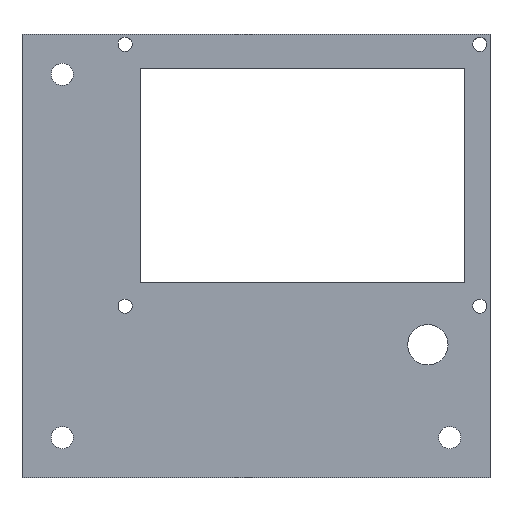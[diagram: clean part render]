
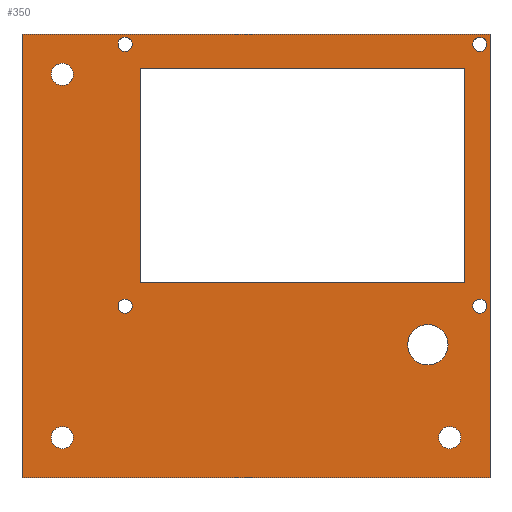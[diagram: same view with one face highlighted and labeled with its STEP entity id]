
A CAD part, top view. The second image highlights one B-rep face of the part: STEP entity #350.
In plain terms, the highlighted planar face has unit normal (0, 0, 1).
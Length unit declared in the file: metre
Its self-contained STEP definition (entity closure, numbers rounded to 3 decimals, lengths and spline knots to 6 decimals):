
#12=CIRCLE('',#372,0.00275);
#14=CIRCLE('',#375,0.00275);
#16=CIRCLE('',#378,0.005);
#18=CIRCLE('',#382,0.00175);
#20=CIRCLE('',#385,0.00175);
#22=CIRCLE('',#388,0.00175);
#24=CIRCLE('',#391,0.00175);
#26=CIRCLE('',#395,0.00275);
#84=ORIENTED_EDGE('',*,*,#128,.F.);
#85=ORIENTED_EDGE('',*,*,#132,.T.);
#86=ORIENTED_EDGE('',*,*,#135,.T.);
#87=ORIENTED_EDGE('',*,*,#153,.F.);
#88=ORIENTED_EDGE('',*,*,#150,.F.);
#89=ORIENTED_EDGE('',*,*,#148,.F.);
#90=ORIENTED_EDGE('',*,*,#146,.F.);
#91=ORIENTED_EDGE('',*,*,#144,.F.);
#92=ORIENTED_EDGE('',*,*,#118,.T.);
#93=ORIENTED_EDGE('',*,*,#122,.T.);
#94=ORIENTED_EDGE('',*,*,#125,.F.);
#95=ORIENTED_EDGE('',*,*,#143,.T.);
#96=ORIENTED_EDGE('',*,*,#140,.F.);
#97=ORIENTED_EDGE('',*,*,#138,.F.);
#98=ORIENTED_EDGE('',*,*,#136,.F.);
#99=ORIENTED_EDGE('',*,*,#154,.F.);
#118=EDGE_CURVE('',#159,#158,#190,.T.);
#122=EDGE_CURVE('',#158,#161,#194,.T.);
#125=EDGE_CURVE('',#163,#161,#197,.T.);
#128=EDGE_CURVE('',#166,#167,#200,.T.);
#132=EDGE_CURVE('',#166,#169,#204,.T.);
#135=EDGE_CURVE('',#169,#171,#207,.T.);
#136=EDGE_CURVE('',#172,#172,#12,.T.);
#138=EDGE_CURVE('',#174,#174,#14,.T.);
#140=EDGE_CURVE('',#176,#176,#16,.T.);
#143=EDGE_CURVE('',#163,#159,#209,.T.);
#144=EDGE_CURVE('',#178,#178,#18,.T.);
#146=EDGE_CURVE('',#180,#180,#20,.T.);
#148=EDGE_CURVE('',#182,#182,#22,.T.);
#150=EDGE_CURVE('',#184,#184,#24,.T.);
#153=EDGE_CURVE('',#167,#171,#211,.T.);
#154=EDGE_CURVE('',#186,#186,#26,.T.);
#158=VERTEX_POINT('',#499);
#159=VERTEX_POINT('',#501);
#161=VERTEX_POINT('',#507);
#163=VERTEX_POINT('',#513);
#166=VERTEX_POINT('',#520);
#167=VERTEX_POINT('',#522);
#169=VERTEX_POINT('',#528);
#171=VERTEX_POINT('',#534);
#172=VERTEX_POINT('',#538);
#174=VERTEX_POINT('',#543);
#176=VERTEX_POINT('',#548);
#178=VERTEX_POINT('',#556);
#180=VERTEX_POINT('',#561);
#182=VERTEX_POINT('',#566);
#184=VERTEX_POINT('',#571);
#186=VERTEX_POINT('',#579);
#190=LINE('',#500,#214);
#194=LINE('',#508,#218);
#197=LINE('',#514,#221);
#200=LINE('',#521,#224);
#204=LINE('',#529,#228);
#207=LINE('',#535,#231);
#209=LINE('',#553,#233);
#211=LINE('',#576,#235);
#214=VECTOR('',#405,1.);
#218=VECTOR('',#411,1.);
#221=VECTOR('',#416,1.);
#224=VECTOR('',#421,1.);
#228=VECTOR('',#427,1.);
#231=VECTOR('',#432,1.);
#233=VECTOR('',#454,1.);
#235=VECTOR('',#482,1.);
#260=EDGE_LOOP('',(#84,#85,#86,#87));
#261=EDGE_LOOP('',(#88));
#262=EDGE_LOOP('',(#89));
#263=EDGE_LOOP('',(#90));
#264=EDGE_LOOP('',(#91));
#265=EDGE_LOOP('',(#92,#93,#94,#95));
#266=EDGE_LOOP('',(#96));
#267=EDGE_LOOP('',(#97));
#268=EDGE_LOOP('',(#98));
#269=EDGE_LOOP('',(#99));
#304=FACE_BOUND('',#260,.T.);
#305=FACE_BOUND('',#261,.T.);
#306=FACE_BOUND('',#262,.T.);
#307=FACE_BOUND('',#263,.T.);
#308=FACE_BOUND('',#264,.T.);
#309=FACE_BOUND('',#265,.T.);
#310=FACE_BOUND('',#266,.T.);
#311=FACE_BOUND('',#267,.T.);
#312=FACE_BOUND('',#268,.T.);
#313=FACE_BOUND('',#269,.T.);
#332=PLANE('',#397);
#350=ADVANCED_FACE('',(#304,#305,#306,#307,#308,#309,#310,#311,#312,#313),
#332,.T.);
#372=AXIS2_PLACEMENT_3D('',#537,#435,#436);
#375=AXIS2_PLACEMENT_3D('',#542,#441,#442);
#378=AXIS2_PLACEMENT_3D('',#547,#447,#448);
#382=AXIS2_PLACEMENT_3D('',#555,#457,#458);
#385=AXIS2_PLACEMENT_3D('',#560,#463,#464);
#388=AXIS2_PLACEMENT_3D('',#565,#469,#470);
#391=AXIS2_PLACEMENT_3D('',#570,#475,#476);
#395=AXIS2_PLACEMENT_3D('',#578,#485,#486);
#397=AXIS2_PLACEMENT_3D('',#582,#489,#490);
#405=DIRECTION('',(-1.,0.,0.));
#411=DIRECTION('',(0.,-1.,0.));
#416=DIRECTION('',(-1.,0.,0.));
#421=DIRECTION('',(0.,-1.,0.));
#427=DIRECTION('',(1.,0.,0.));
#432=DIRECTION('',(0.,-1.,0.));
#435=DIRECTION('',(0.,0.,1.));
#436=DIRECTION('',(1.,0.,0.));
#441=DIRECTION('',(0.,0.,1.));
#442=DIRECTION('',(1.,0.,0.));
#447=DIRECTION('',(0.,0.,1.));
#448=DIRECTION('',(1.,0.,0.));
#454=DIRECTION('',(0.,1.,0.));
#457=DIRECTION('',(0.,0.,1.));
#458=DIRECTION('',(1.,0.,0.));
#463=DIRECTION('',(0.,0.,1.));
#464=DIRECTION('',(1.,0.,0.));
#469=DIRECTION('',(0.,0.,1.));
#470=DIRECTION('',(1.,0.,0.));
#475=DIRECTION('',(0.,0.,1.));
#476=DIRECTION('',(1.,0.,0.));
#482=DIRECTION('',(1.,0.,0.));
#485=DIRECTION('',(0.,0.,1.));
#486=DIRECTION('',(1.,0.,0.));
#489=DIRECTION('',(0.,0.,1.));
#490=DIRECTION('',(1.,0.,0.));
#499=CARTESIAN_POINT('',(-0.0695,0.0435,0.011));
#500=CARTESIAN_POINT('',(0.0465,0.0435,0.011));
#501=CARTESIAN_POINT('',(0.0465,0.0435,0.011));
#507=CARTESIAN_POINT('',(-0.0695,-0.0665,0.011));
#508=CARTESIAN_POINT('',(-0.0695,-0.0115,0.011));
#513=CARTESIAN_POINT('',(0.0465,-0.0665,0.011));
#514=CARTESIAN_POINT('',(-0.0595,-0.0665,0.011));
#520=CARTESIAN_POINT('',(-0.0402,0.035,0.011));
#521=CARTESIAN_POINT('',(-0.0402,0.0085,0.011));
#522=CARTESIAN_POINT('',(-0.0402,-0.018,0.011));
#528=CARTESIAN_POINT('',(0.0402,0.035,0.011));
#529=CARTESIAN_POINT('',(0.,0.035,0.011));
#534=CARTESIAN_POINT('',(0.0402,-0.018,0.011));
#535=CARTESIAN_POINT('',(0.0402,0.0085,0.011));
#537=CARTESIAN_POINT('',(-0.0595,-0.0565,0.011));
#538=CARTESIAN_POINT('',(-0.05675,-0.0565,0.011));
#542=CARTESIAN_POINT('',(-0.0595,0.0335,0.011));
#543=CARTESIAN_POINT('',(-0.05675,0.0335,0.011));
#547=CARTESIAN_POINT('',(0.0311,-0.0335,0.011));
#548=CARTESIAN_POINT('',(0.0361,-0.0335,0.011));
#553=CARTESIAN_POINT('',(0.0465,-0.0265,0.011));
#555=CARTESIAN_POINT('',(0.04395,-0.02395,0.011));
#556=CARTESIAN_POINT('',(0.0457,-0.02395,0.011));
#560=CARTESIAN_POINT('',(0.04395,0.04095,0.011));
#561=CARTESIAN_POINT('',(0.0457,0.04095,0.011));
#565=CARTESIAN_POINT('',(-0.04395,-0.02395,0.011));
#566=CARTESIAN_POINT('',(-0.0422,-0.02395,0.011));
#570=CARTESIAN_POINT('',(-0.04395,0.04095,0.011));
#571=CARTESIAN_POINT('',(-0.0422,0.04095,0.011));
#576=CARTESIAN_POINT('',(0.,-0.018,0.011));
#578=CARTESIAN_POINT('',(0.0365,-0.0565,0.011));
#579=CARTESIAN_POINT('',(0.03925,-0.0565,0.011));
#582=CARTESIAN_POINT('',(-0.011499,-0.011499,0.011));
